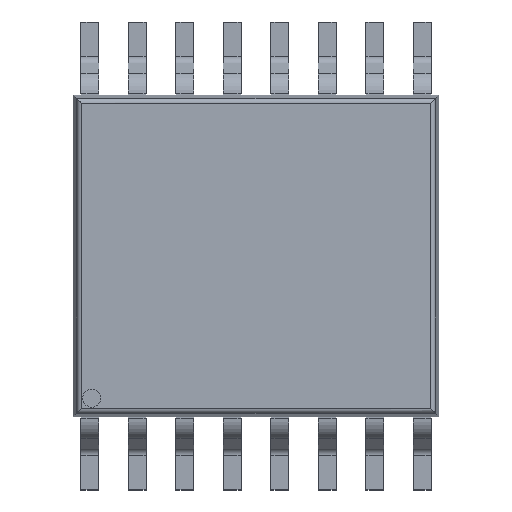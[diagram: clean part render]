
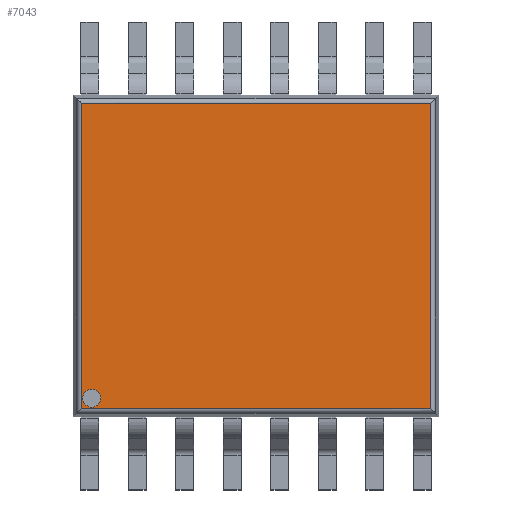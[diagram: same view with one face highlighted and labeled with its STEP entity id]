
A CAD part, top view. The second image highlights one B-rep face of the part: STEP entity #7043.
In plain terms, the highlighted planar face has unit normal (0, 0, 1).
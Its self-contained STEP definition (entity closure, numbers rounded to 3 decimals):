
#7043 = ADVANCED_FACE('',(#7044,#7064),#7098,.F.);
#7044 = FACE_BOUND('',#7045,.T.);
#7045 = EDGE_LOOP('',(#7046,#7057));
#7046 = ORIENTED_EDGE('',*,*,#7047,.F.);
#7047 = EDGE_CURVE('',#7048,#7050,#7052,.T.);
#7048 = VERTEX_POINT('',#7049);
#7049 = CARTESIAN_POINT('',(-2.247,-2.069,1.2));
#7050 = VERTEX_POINT('',#7051);
#7051 = CARTESIAN_POINT('',(-2.247,-1.824,1.2));
#7052 = CIRCLE('',#7053,0.123);
#7053 = AXIS2_PLACEMENT_3D('',#7054,#7055,#7056);
#7054 = CARTESIAN_POINT('',(-2.247,-1.947,1.2));
#7055 = DIRECTION('',(-0.,0.,1.));
#7056 = DIRECTION('',(0.,-1.,0.));
#7057 = ORIENTED_EDGE('',*,*,#7058,.F.);
#7058 = EDGE_CURVE('',#7050,#7048,#7059,.T.);
#7059 = CIRCLE('',#7060,0.123);
#7060 = AXIS2_PLACEMENT_3D('',#7061,#7062,#7063);
#7061 = CARTESIAN_POINT('',(-2.247,-1.947,1.2));
#7062 = DIRECTION('',(-0.,0.,1.));
#7063 = DIRECTION('',(0.,-1.,0.));
#7064 = FACE_BOUND('',#7065,.T.);
#7065 = EDGE_LOOP('',(#7066,#7076,#7084,#7092));
#7066 = ORIENTED_EDGE('',*,*,#7067,.T.);
#7067 = EDGE_CURVE('',#7068,#7070,#7072,.T.);
#7068 = VERTEX_POINT('',#7069);
#7069 = CARTESIAN_POINT('',(2.387,-2.087,1.2));
#7070 = VERTEX_POINT('',#7071);
#7071 = CARTESIAN_POINT('',(2.387,2.087,1.2));
#7072 = LINE('',#7073,#7074);
#7073 = CARTESIAN_POINT('',(2.387,2.142,1.2));
#7074 = VECTOR('',#7075,1.);
#7075 = DIRECTION('',(0.,1.,0.));
#7076 = ORIENTED_EDGE('',*,*,#7077,.T.);
#7077 = EDGE_CURVE('',#7070,#7078,#7080,.T.);
#7078 = VERTEX_POINT('',#7079);
#7079 = CARTESIAN_POINT('',(-2.387,2.087,1.2));
#7080 = LINE('',#7081,#7082);
#7081 = CARTESIAN_POINT('',(-2.442,2.087,1.2));
#7082 = VECTOR('',#7083,1.);
#7083 = DIRECTION('',(-1.,0.,0.));
#7084 = ORIENTED_EDGE('',*,*,#7085,.T.);
#7085 = EDGE_CURVE('',#7078,#7086,#7088,.T.);
#7086 = VERTEX_POINT('',#7087);
#7087 = CARTESIAN_POINT('',(-2.387,-2.087,1.2));
#7088 = LINE('',#7089,#7090);
#7089 = CARTESIAN_POINT('',(-2.387,-2.142,1.2));
#7090 = VECTOR('',#7091,1.);
#7091 = DIRECTION('',(0.,-1.,0.));
#7092 = ORIENTED_EDGE('',*,*,#7093,.T.);
#7093 = EDGE_CURVE('',#7086,#7068,#7094,.T.);
#7094 = LINE('',#7095,#7096);
#7095 = CARTESIAN_POINT('',(2.442,-2.087,1.2));
#7096 = VECTOR('',#7097,1.);
#7097 = DIRECTION('',(1.,0.,0.));
#7098 = PLANE('',#7099);
#7099 = AXIS2_PLACEMENT_3D('',#7100,#7101,#7102);
#7100 = CARTESIAN_POINT('',(1.55,-1.676,1.2));
#7101 = DIRECTION('',(0.,0.,-1.));
#7102 = DIRECTION('',(0.,1.,0.));
